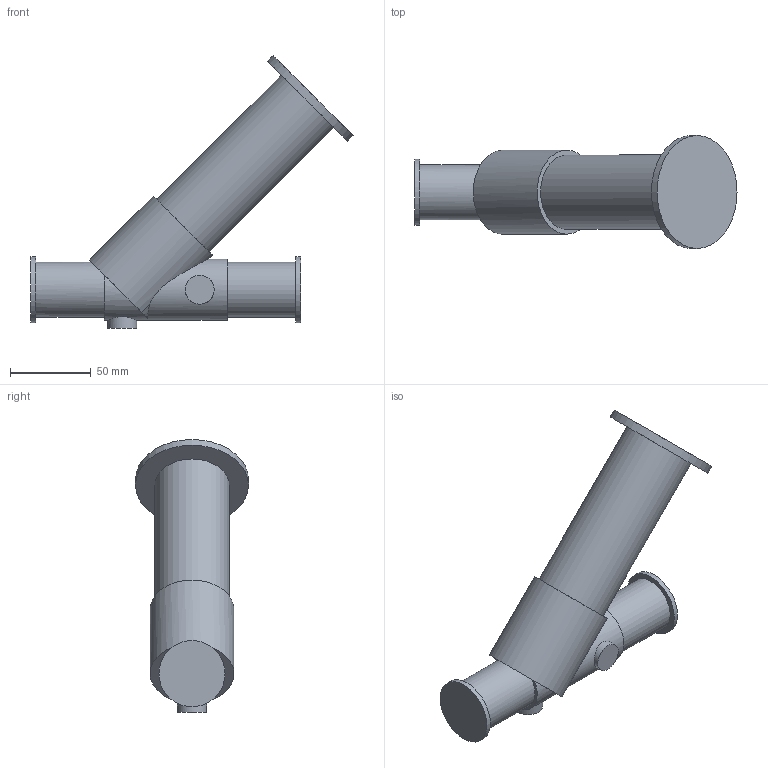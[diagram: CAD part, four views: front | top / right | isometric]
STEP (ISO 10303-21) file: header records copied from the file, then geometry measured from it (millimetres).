
FILE_DESCRIPTION(/* description */ ('STEP AP203'),/* implementation_level */ '2;1');
FILE_NAME(/* name */ '07300032CH',/* time_stamp */ '2024-03-19T17:26:04+01:00',/* author */ ('License CC BY-ND 4.0'),/* organization */ ('CADENAS'),/* preprocessor_version */ 'ST-DEVELOPER v19.3',/* originating_system */ 'PARTsolutions',/* authorisation */ ' ');
FILE_SCHEMA (('CONFIG_CONTROL_DESIGN'));
Length unit declared in the file: millimetre
Products named in the file (1): 07300032CH
Bounding box: 199.5 x 70 x 169 mm (x, y, z)
Volume: 454776.9 mm3; surface area: 51086.4 mm2
Topology: 1 solids, 1 shells, 23 faces, 45 edges, 30 vertices
Faces by surface type: plane 12, cylinder 11
Full cylindrical faces by diameter (mm): 18 x2, 34 x2, 38 x1, 41 x2, 46 x1, 52 x1, 70 x1
Entity records: 566 total; most frequent: CARTESIAN_POINT 147, DIRECTION 90, ORIENTED_EDGE 52, AXIS2_PLACEMENT_3D 44, EDGE_LOOP 39, FACE_BOUND 39, EDGE_CURVE 26, VERTEX_POINT 23
